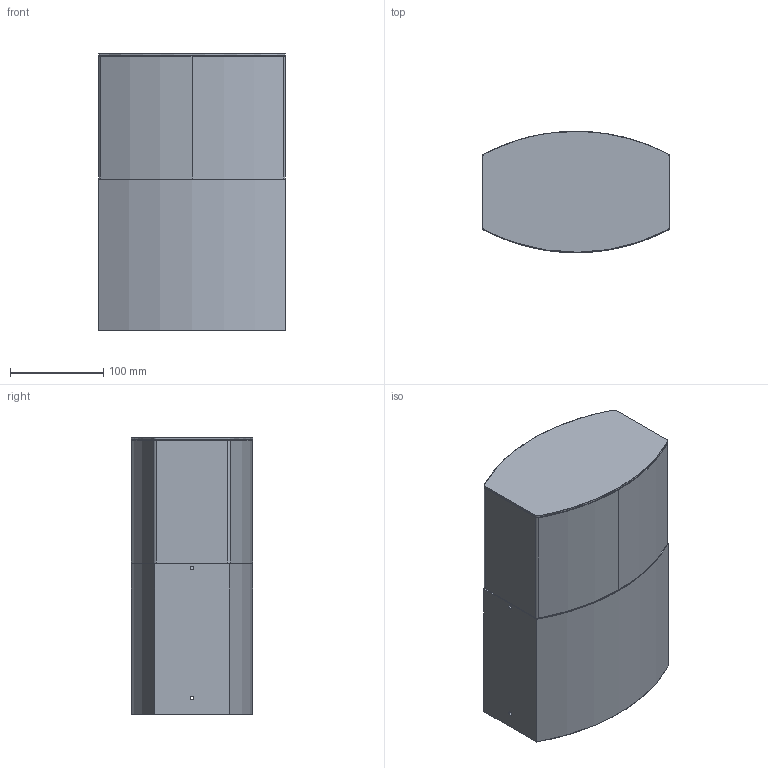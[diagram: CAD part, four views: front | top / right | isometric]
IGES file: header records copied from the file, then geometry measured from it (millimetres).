
Start section: SolidWorks IGES file using analytic representation for surfaces
Global section: file name: DOWNLOAD DATNA SMALL BEACON.IGS; native system: SolidWorks 2012; preprocessor: SolidWorks 2012; author: ZairaHolgado; date: 140401.125924; units: millimetre
Bounding box: 200 x 130.01 x 297.05 mm (x, y, z)
Surface area: 365959 mm2 (no closed solid volume)
Topology: 0 solids, 0 shells, 89 faces, 2616 edges, 2608 vertices
Faces by surface type: bspline 54, revolution 35
